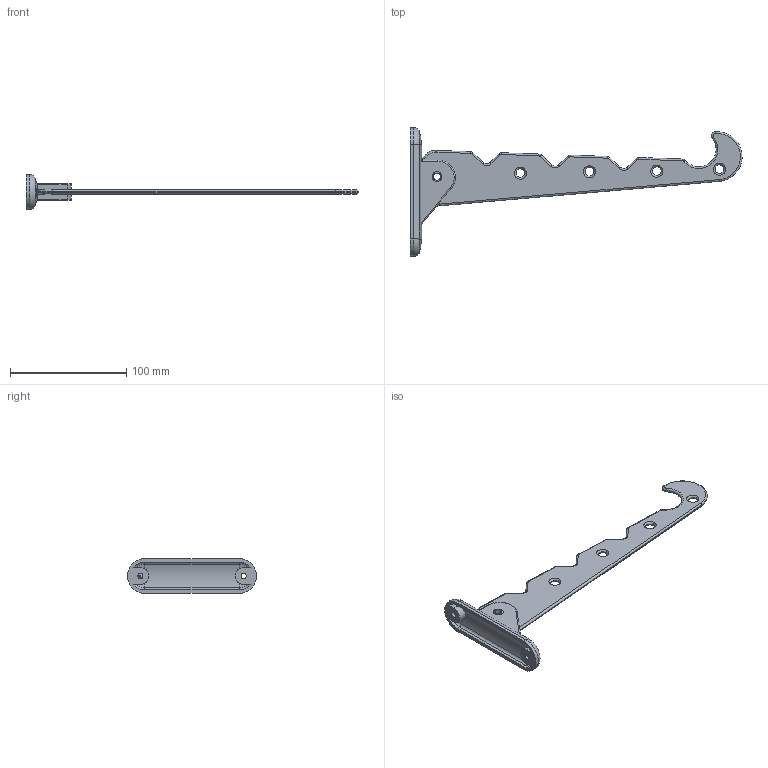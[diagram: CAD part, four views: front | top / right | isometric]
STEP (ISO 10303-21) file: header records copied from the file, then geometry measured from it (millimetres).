
FILE_DESCRIPTION(('Creo Elements/Direct Modeling STEP Export'),'2;1');
FILE_NAME('1142-290.stp','2021-12-16T15:11:20',(''),(''),'Creo Elements/Direct Modeling STEP processor for AP214 (Solid Model)','Creo Elements/Direct Modeling 20.0 12-Nov-2016 (C) Parametric Technology GmbH','');
FILE_SCHEMA(('AUTOMOTIVE_DESIGN { 1 0 10303 214 1 1 1 1 }'));
Length unit declared in the file: millimetre
Products named in the file (4): Grundplatte; Hakenteil; Hülse; 1142-290
Assembly tree (3 placements, depth 2):
  1142-290
    Hülse
    Hakenteil
    Grundplatte
Bounding box: 285.92 x 111 x 30 mm (x, y, z)
Volume: 54063.9 mm3; surface area: 33639.5 mm2
Topology: 3 solids, 3 shells, 190 faces, 452 edges, 269 vertices
Faces by surface type: cylinder 85, torus 40, plane 33, cone 20, sphere 6, bspline 6
Entity records: 8764 total; most frequent: CARTESIAN_POINT 4349, DIRECTION 919, ORIENTED_EDGE 904, EDGE_CURVE 452, AXIS2_PLACEMENT_3D 373, VERTEX_POINT 269, EDGE_LOOP 211, FACE_OUTER_BOUND 190
